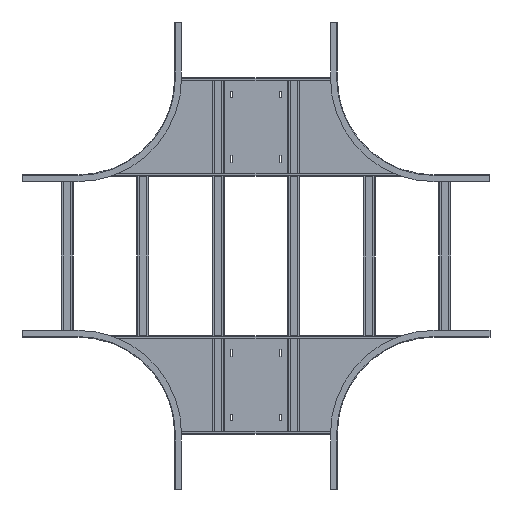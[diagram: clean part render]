
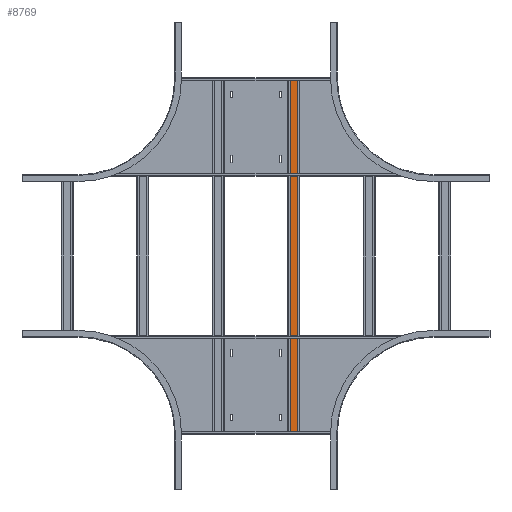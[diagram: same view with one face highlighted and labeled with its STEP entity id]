
A CAD part, front view. The second image highlights one B-rep face of the part: STEP entity #8769.
In plain terms, the highlighted planar face has unit normal (0, -1, 0).
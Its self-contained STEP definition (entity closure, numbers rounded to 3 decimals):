
#2309 = LINE ( 'NONE', #9961, #2313 ) ;
#2313 = VECTOR ( 'NONE', #9954, 1000. ) ;
#2318 = LINE ( 'NONE', #9983, #2321 ) ;
#2321 = VECTOR ( 'NONE', #9986, 1000. ) ;
#2330 = LINE ( 'NONE', #10014, #2338 ) ;
#2338 = VECTOR ( 'NONE', #10027, 1000. ) ;
#3236 = CARTESIAN_POINT ( 'NONE',  ( 134.16, -1.2, -298. ) ) ;
#3239 = CARTESIAN_POINT ( 'NONE',  ( 134.16, -1.2, 797.4 ) ) ;
#3244 = CARTESIAN_POINT ( 'NONE',  ( 99.16, -1.2, 797.4 ) ) ;
#3247 = CARTESIAN_POINT ( 'NONE',  ( 99.16, -1.2, -298. ) ) ;
#4486 = LINE ( 'NONE', #9832, #4489 ) ;
#4489 = VECTOR ( 'NONE', #9835, 1000. ) ;
#4945 = EDGE_CURVE ( 'NONE', #5872, #5875, #4486, .T. ) ;
#4968 = EDGE_CURVE ( 'NONE', #5864, #5867, #2309, .T. ) ;
#4972 = EDGE_CURVE ( 'NONE', #5872, #5867, #2318, .T. ) ;
#4981 = EDGE_CURVE ( 'NONE', #5864, #5875, #2330, .T. ) ;
#5864 = VERTEX_POINT ( 'NONE', #3236 ) ;
#5867 = VERTEX_POINT ( 'NONE', #3239 ) ;
#5872 = VERTEX_POINT ( 'NONE', #3244 ) ;
#5875 = VERTEX_POINT ( 'NONE', #3247 ) ;
#7137 = CARTESIAN_POINT ( 'NONE',  ( 98.16, -1.2, 797.4 ) ) ;
#7144 = PLANE ( 'NONE',  #7935 ) ;
#7146 = DIRECTION ( 'NONE',  ( 0., 1., 0. ) ) ;
#7147 = DIRECTION ( 'NONE',  ( 0., 0., 1. ) ) ;
#7935 = AXIS2_PLACEMENT_3D ( 'NONE', #7137, #7146, #7147 ) ;
#8342 = ORIENTED_EDGE ( 'NONE', *, *, #4972, .F. ) ;
#8343 = ORIENTED_EDGE ( 'NONE', *, *, #4968, .T. ) ;
#8344 = ORIENTED_EDGE ( 'NONE', *, *, #4981, .F. ) ;
#8345 = ORIENTED_EDGE ( 'NONE', *, *, #4945, .T. ) ;
#8769 = ADVANCED_FACE ( 'NONE', ( #11752 ), #7144, .F. ) ;
#9264 = EDGE_LOOP ( 'NONE', ( #8345, #8344, #8343, #8342 ) ) ;
#9832 = CARTESIAN_POINT ( 'NONE',  ( 99.16, -1.2, -298. ) ) ;
#9835 = DIRECTION ( 'NONE',  ( 0., 0., -1. ) ) ;
#9954 = DIRECTION ( 'NONE',  ( 0., 0., 1. ) ) ;
#9961 = CARTESIAN_POINT ( 'NONE',  ( 134.16, -1.2, 797.4 ) ) ;
#9983 = CARTESIAN_POINT ( 'NONE',  ( 98.16, -1.2, 797.4 ) ) ;
#9986 = DIRECTION ( 'NONE',  ( 1., 0., 0. ) ) ;
#10014 = CARTESIAN_POINT ( 'NONE',  ( 98.16, -1.2, -298. ) ) ;
#10027 = DIRECTION ( 'NONE',  ( -1., 0., 0. ) ) ;
#11752 = FACE_OUTER_BOUND ( 'NONE', #9264, .T. ) ;
